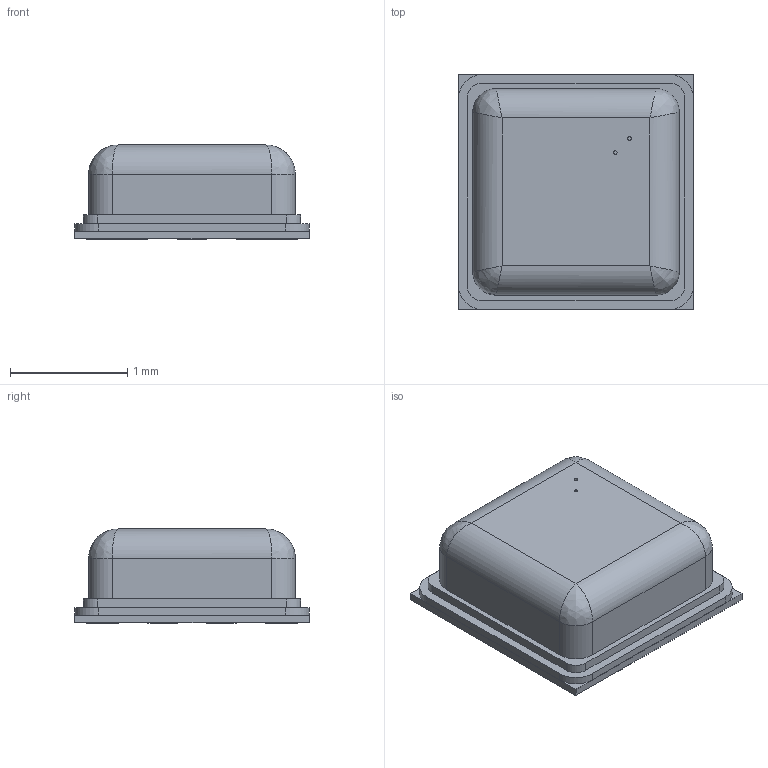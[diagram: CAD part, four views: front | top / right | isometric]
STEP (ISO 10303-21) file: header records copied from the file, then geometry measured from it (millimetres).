
FILE_DESCRIPTION (( 'STEP AP214' ), '1' );
FILE_NAME ('BMP581.step', '2025-03-10T07:07:17', ( '' ), ( '' ), 'SwSTEP 2.0', 'SolidWorks 2021', '' );
FILE_SCHEMA (( 'AUTOMOTIVE_DESIGN' ));
Length unit declared in the file: millimetre
Products named in the file (1): BMP581
Bounding box: 2 x 2 x 0.8 mm (x, y, z)
Volume: 2.5 mm3; surface area: 22.1 mm2
Topology: 12 solids, 12 shells, 336 faces, 856 edges, 564 vertices
Faces by surface type: plane 214, bspline 102, cylinder 20
Entity records: 14525 total; most frequent: CARTESIAN_POINT 3263, ORIENTED_EDGE 1704, DIRECTION 1146, EDGE_CURVE 852, LINE 612, VECTOR 612, VERTEX_POINT 564, EDGE_LOOP 360
